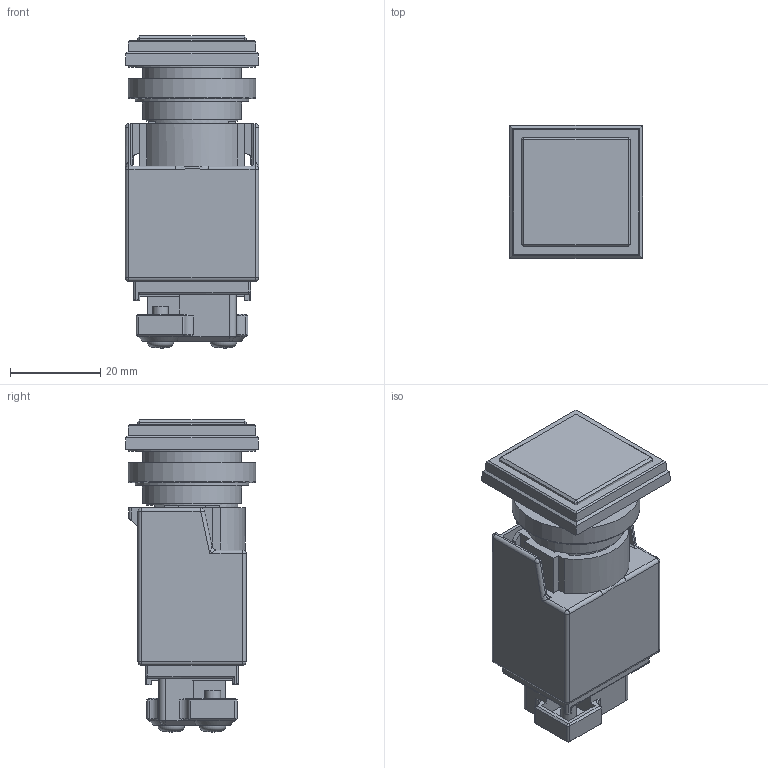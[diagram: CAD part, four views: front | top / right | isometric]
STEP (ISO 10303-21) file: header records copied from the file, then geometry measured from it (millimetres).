
FILE_DESCRIPTION (( 'STEP AP214' ), '1' );
FILE_NAME ('HW2P-1[H][M]#$_rev0.0.STEP', '2021-09-16T07:33:44', ( '' ), ( '' ), 'SwSTEP 2.0', 'SolidWorks 2019', '' );
FILE_SCHEMA (( 'AUTOMOTIVE_DESIGN' ));
Length unit declared in the file: millimetre
Products named in the file (3): HW-LOCK-NUT; HW2P-1[H][M]#$_BODY_rev0.0; HW2P-1[H][M]#$_rev0.0
Assembly tree (2 placements, depth 2):
  HW2P-1[H][M]#$_rev0.0
    HW2P-1[H][M]#$_BODY_rev0.0
    HW-LOCK-NUT
Bounding box: 29.6 x 29.6 x 69.32 mm (x, y, z)
Volume: 40225.2 mm3; surface area: 13437.4 mm2
Topology: 3 solids, 3 shells, 367 faces, 945 edges, 584 vertices
Faces by surface type: plane 220, cylinder 103, cone 14, bspline 12, sphere 12, torus 6
Full cylindrical faces by diameter (mm): 3.5 x4, 6.2 x2, 6.5 x2, 20.4 x1, 22 x2, 25.2 x1, 28 x1, 28.4 x1
Entity records: 11330 total; most frequent: CARTESIAN_POINT 2667, ORIENTED_EDGE 1818, DIRECTION 1697, EDGE_CURVE 909, LINE 619, VECTOR 619, VERTEX_POINT 579, AXIS2_PLACEMENT_3D 539
